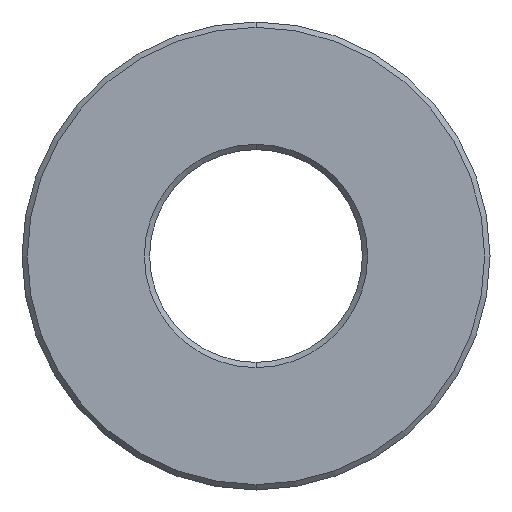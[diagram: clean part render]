
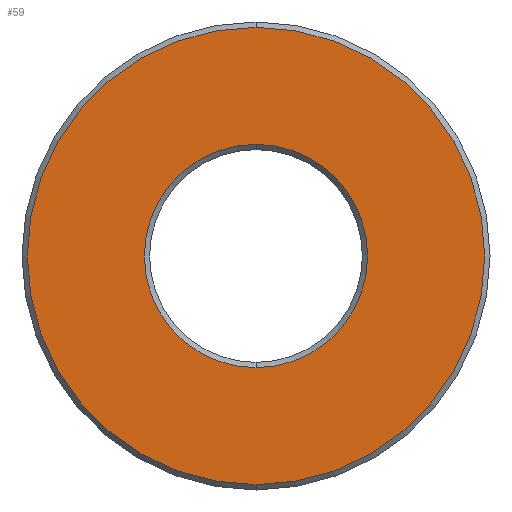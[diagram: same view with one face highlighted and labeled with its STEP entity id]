
A CAD part, front view. The second image highlights one B-rep face of the part: STEP entity #59.
In plain terms, the highlighted planar face has unit normal (0, -1, 0).
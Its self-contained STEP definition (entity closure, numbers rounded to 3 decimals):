
#9 = VERTEX_POINT ( 'NONE', #351 ) ;
#43 = EDGE_LOOP ( 'NONE', ( #47, #364 ) ) ;
#47 = ORIENTED_EDGE ( 'NONE', *, *, #51, .F. ) ;
#50 = ORIENTED_EDGE ( 'NONE', *, *, #53, .T. ) ;
#51 = EDGE_CURVE ( 'NONE', #244, #203, #387, .T. ) ;
#53 = EDGE_CURVE ( 'NONE', #234, #9, #379, .T. ) ;
#58 = ORIENTED_EDGE ( 'NONE', *, *, #238, .T. ) ;
#59 = ADVANCED_FACE ( 'NONE', ( #383, #494 ), #507, .T. ) ;
#203 = VERTEX_POINT ( 'NONE', #875 ) ;
#234 = VERTEX_POINT ( 'NONE', #936 ) ;
#238 = EDGE_CURVE ( 'NONE', #9, #234, #919, .T. ) ;
#243 = EDGE_CURVE ( 'NONE', #203, #244, #869, .T. ) ;
#244 = VERTEX_POINT ( 'NONE', #925 ) ;
#351 = CARTESIAN_POINT ( 'NONE',  ( 0., 0., -10.75 ) ) ;
#364 = ORIENTED_EDGE ( 'NONE', *, *, #243, .F. ) ;
#376 = DIRECTION ( 'NONE',  ( 0., 0., -1. ) ) ;
#377 = DIRECTION ( 'NONE',  ( 0., -1., 0. ) ) ;
#378 = CARTESIAN_POINT ( 'NONE',  ( 0., 0., 0. ) ) ;
#379 = CIRCLE ( 'NONE', #498, 10.75 ) ;
#383 = FACE_OUTER_BOUND ( 'NONE', #436, .T. ) ;
#387 = CIRCLE ( 'NONE', #504, 5.25 ) ;
#436 = EDGE_LOOP ( 'NONE', ( #50, #58 ) ) ;
#490 = DIRECTION ( 'NONE',  ( 0., 0., -1. ) ) ;
#491 = DIRECTION ( 'NONE',  ( 0., -1., 0. ) ) ;
#492 = CARTESIAN_POINT ( 'NONE',  ( 5.25, 0., 0. ) ) ;
#493 = AXIS2_PLACEMENT_3D ( 'NONE', #492, #491, #490 ) ;
#494 = FACE_BOUND ( 'NONE', #43, .T. ) ;
#495 = DIRECTION ( 'NONE',  ( 0., 0., -1. ) ) ;
#496 = DIRECTION ( 'NONE',  ( 0., -1., 0. ) ) ;
#497 = CARTESIAN_POINT ( 'NONE',  ( 0., 0., 0. ) ) ;
#498 = AXIS2_PLACEMENT_3D ( 'NONE', #497, #496, #495 ) ;
#504 = AXIS2_PLACEMENT_3D ( 'NONE', #378, #377, #376 ) ;
#507 = PLANE ( 'NONE',  #493 ) ;
#866 = DIRECTION ( 'NONE',  ( 0., 0., -1. ) ) ;
#867 = DIRECTION ( 'NONE',  ( 0., -1., 0. ) ) ;
#868 = CARTESIAN_POINT ( 'NONE',  ( 0., 0., 0. ) ) ;
#869 = CIRCLE ( 'NONE', #911, 5.25 ) ;
#875 = CARTESIAN_POINT ( 'NONE',  ( 0., 0., 5.25 ) ) ;
#911 = AXIS2_PLACEMENT_3D ( 'NONE', #868, #867, #866 ) ;
#916 = DIRECTION ( 'NONE',  ( 0., 0., -1. ) ) ;
#917 = DIRECTION ( 'NONE',  ( 0., -1., 0. ) ) ;
#918 = CARTESIAN_POINT ( 'NONE',  ( 0., 0., 0. ) ) ;
#919 = CIRCLE ( 'NONE', #933, 10.75 ) ;
#925 = CARTESIAN_POINT ( 'NONE',  ( 0., 0., -5.25 ) ) ;
#933 = AXIS2_PLACEMENT_3D ( 'NONE', #918, #917, #916 ) ;
#936 = CARTESIAN_POINT ( 'NONE',  ( 0., 0., 10.75 ) ) ;
